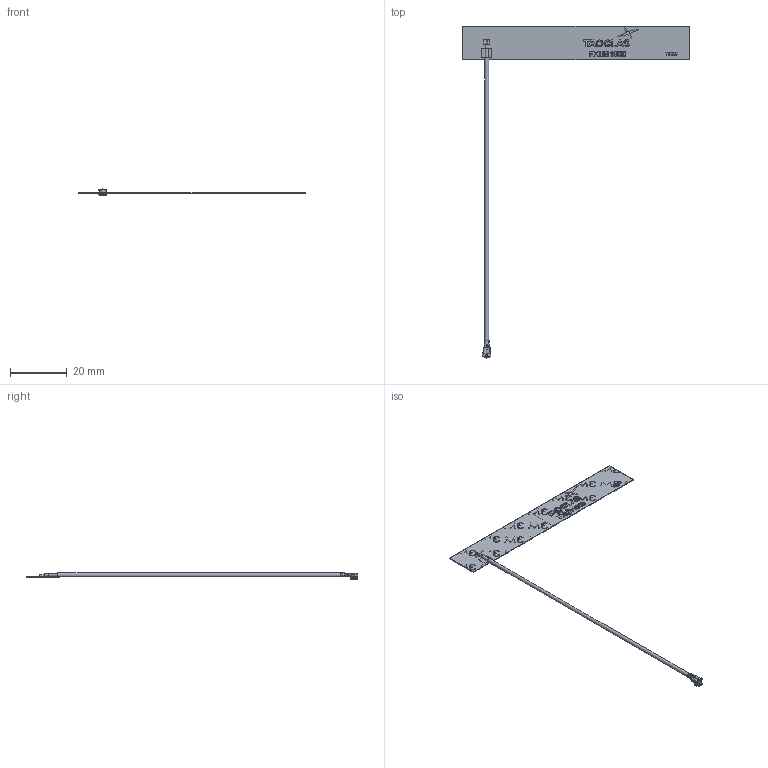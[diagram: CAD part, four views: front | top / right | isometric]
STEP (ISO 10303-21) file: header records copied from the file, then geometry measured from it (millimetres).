
FILE_DESCRIPTION (( 'STEP AP203' ), '1' );
FILE_NAME ('EDW.007503-FXUB1900.07.0100AQ-Flex_Antenna-(A).STEP', '2025-11-20T18:27:18', ( '' ), ( '' ), 'SwSTEP 2.0', 'SolidWorks 2024', '' );
FILE_SCHEMA (( 'CONFIG_CONTROL_DESIGN' ));
Length unit declared in the file: millimetre
Products named in the file (1): EDW.007503-FXUB1900.07.0100AQ-Flex_Antenna-(A)
Bounding box: 80 x 117.34 x 2.12 mm (x, y, z)
Surface area: 2485.7 mm2 (no closed solid volume)
Topology: 0 solids, 33 shells, 328 faces, 5718 edges, 5337 vertices
Faces by surface type: plane 224, cylinder 48, bspline 31, cone 16, torus 7, sphere 2
Full cylindrical faces by diameter (mm): 0.31 x1, 0.88 x2, 1.15 x2, 1.37 x1
Entity records: 54186 total; most frequent: CARTESIAN_POINT 18147, ORIENTED_EDGE 6244, DIRECTION 5968, EDGE_CURVE 5708, VERTEX_POINT 5337, VECTOR 5052, LINE 5052, B_SPLINE_CURVE_WITH_KNOTS 486
